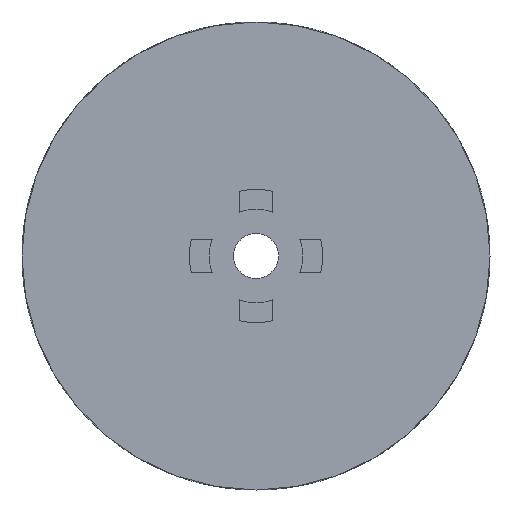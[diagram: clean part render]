
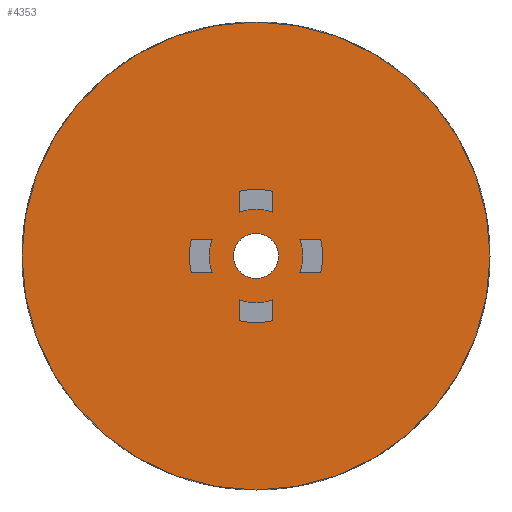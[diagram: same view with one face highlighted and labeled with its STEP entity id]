
A CAD part, front view. The second image highlights one B-rep face of the part: STEP entity #4353.
In plain terms, the highlighted planar face has unit normal (0, -1, 0).
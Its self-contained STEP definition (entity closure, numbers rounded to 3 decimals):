
#127=FACE_BOUND('',#1479,.T.);
#128=FACE_BOUND('',#1480,.T.);
#129=FACE_BOUND('',#1481,.T.);
#130=FACE_BOUND('',#1482,.T.);
#131=FACE_BOUND('',#1483,.T.);
#225=PLANE('',#4782);
#608=LINE('',#8030,#925);
#612=LINE('',#8041,#929);
#616=LINE('',#8055,#933);
#620=LINE('',#8066,#937);
#624=LINE('',#8080,#941);
#628=LINE('',#8091,#945);
#632=LINE('',#8105,#949);
#636=LINE('',#8116,#953);
#925=VECTOR('',#5497,10.);
#929=VECTOR('',#5509,10.);
#933=VECTOR('',#5523,10.);
#937=VECTOR('',#5535,10.);
#941=VECTOR('',#5549,10.);
#945=VECTOR('',#5561,10.);
#949=VECTOR('',#5575,10.);
#953=VECTOR('',#5587,10.);
#1249=FACE_OUTER_BOUND('',#1478,.T.);
#1478=EDGE_LOOP('',(#4087));
#1479=EDGE_LOOP('',(#4088,#4089,#4090,#4091));
#1480=EDGE_LOOP('',(#4092,#4093,#4094,#4095));
#1481=EDGE_LOOP('',(#4096,#4097,#4098,#4099));
#1482=EDGE_LOOP('',(#4100,#4101,#4102,#4103));
#1483=EDGE_LOOP('',(#4104));
#1558=CIRCLE('',#4450,14.);
#1622=CIRCLE('',#4610,4.);
#1624=CIRCLE('',#4614,2.8);
#1626=CIRCLE('',#4619,4.);
#1628=CIRCLE('',#4623,2.8);
#1630=CIRCLE('',#4628,4.);
#1632=CIRCLE('',#4632,2.8);
#1634=CIRCLE('',#4637,4.);
#1636=CIRCLE('',#4641,2.8);
#1640=CIRCLE('',#4649,1.35);
#1871=VERTEX_POINT('',#6995);
#2026=VERTEX_POINT('',#8020);
#2027=VERTEX_POINT('',#8021);
#2030=VERTEX_POINT('',#8029);
#2032=VERTEX_POINT('',#8035);
#2034=VERTEX_POINT('',#8045);
#2035=VERTEX_POINT('',#8046);
#2038=VERTEX_POINT('',#8054);
#2040=VERTEX_POINT('',#8060);
#2042=VERTEX_POINT('',#8070);
#2043=VERTEX_POINT('',#8071);
#2046=VERTEX_POINT('',#8079);
#2048=VERTEX_POINT('',#8085);
#2050=VERTEX_POINT('',#8095);
#2051=VERTEX_POINT('',#8096);
#2054=VERTEX_POINT('',#8104);
#2056=VERTEX_POINT('',#8110);
#2060=VERTEX_POINT('',#8126);
#2321=EDGE_CURVE('',#1871,#1871,#1558,.T.);
#2590=EDGE_CURVE('',#2026,#2027,#1622,.T.);
#2594=EDGE_CURVE('',#2030,#2026,#608,.T.);
#2597=EDGE_CURVE('',#2032,#2030,#1624,.T.);
#2600=EDGE_CURVE('',#2027,#2032,#612,.T.);
#2602=EDGE_CURVE('',#2034,#2035,#1626,.T.);
#2606=EDGE_CURVE('',#2038,#2034,#616,.T.);
#2609=EDGE_CURVE('',#2040,#2038,#1628,.T.);
#2612=EDGE_CURVE('',#2035,#2040,#620,.T.);
#2614=EDGE_CURVE('',#2042,#2043,#1630,.T.);
#2618=EDGE_CURVE('',#2046,#2042,#624,.T.);
#2621=EDGE_CURVE('',#2048,#2046,#1632,.T.);
#2624=EDGE_CURVE('',#2043,#2048,#628,.T.);
#2626=EDGE_CURVE('',#2050,#2051,#1634,.T.);
#2630=EDGE_CURVE('',#2054,#2050,#632,.T.);
#2633=EDGE_CURVE('',#2056,#2054,#1636,.T.);
#2636=EDGE_CURVE('',#2051,#2056,#636,.T.);
#2641=EDGE_CURVE('',#2060,#2060,#1640,.T.);
#4087=ORIENTED_EDGE('',*,*,#2321,.F.);
#4088=ORIENTED_EDGE('',*,*,#2594,.T.);
#4089=ORIENTED_EDGE('',*,*,#2590,.T.);
#4090=ORIENTED_EDGE('',*,*,#2600,.T.);
#4091=ORIENTED_EDGE('',*,*,#2597,.T.);
#4092=ORIENTED_EDGE('',*,*,#2606,.T.);
#4093=ORIENTED_EDGE('',*,*,#2602,.T.);
#4094=ORIENTED_EDGE('',*,*,#2612,.T.);
#4095=ORIENTED_EDGE('',*,*,#2609,.T.);
#4096=ORIENTED_EDGE('',*,*,#2618,.T.);
#4097=ORIENTED_EDGE('',*,*,#2614,.T.);
#4098=ORIENTED_EDGE('',*,*,#2624,.T.);
#4099=ORIENTED_EDGE('',*,*,#2621,.T.);
#4100=ORIENTED_EDGE('',*,*,#2630,.T.);
#4101=ORIENTED_EDGE('',*,*,#2626,.T.);
#4102=ORIENTED_EDGE('',*,*,#2636,.T.);
#4103=ORIENTED_EDGE('',*,*,#2633,.T.);
#4104=ORIENTED_EDGE('',*,*,#2641,.T.);
#4353=ADVANCED_FACE('',(#1249,#127,#128,#129,#130,#131),#225,.F.);
#4450=AXIS2_PLACEMENT_3D('',#6997,#5020,#5021);
#4610=AXIS2_PLACEMENT_3D('',#8022,#5489,#5490);
#4614=AXIS2_PLACEMENT_3D('',#8036,#5502,#5503);
#4619=AXIS2_PLACEMENT_3D('',#8047,#5515,#5516);
#4623=AXIS2_PLACEMENT_3D('',#8061,#5528,#5529);
#4628=AXIS2_PLACEMENT_3D('',#8072,#5541,#5542);
#4632=AXIS2_PLACEMENT_3D('',#8086,#5554,#5555);
#4637=AXIS2_PLACEMENT_3D('',#8097,#5567,#5568);
#4641=AXIS2_PLACEMENT_3D('',#8111,#5580,#5581);
#4649=AXIS2_PLACEMENT_3D('',#8127,#5600,#5601);
#4782=AXIS2_PLACEMENT_3D('',#8786,#5930,#5931);
#5020=DIRECTION('center_axis',(0.,1.,0.));
#5021=DIRECTION('ref_axis',(-1.,0.,0.));
#5489=DIRECTION('center_axis',(0.,1.,0.));
#5490=DIRECTION('ref_axis',(-1.,0.,0.));
#5497=DIRECTION('',(1.,0.,0.));
#5502=DIRECTION('center_axis',(0.,-1.,0.));
#5503=DIRECTION('ref_axis',(0.,0.,-1.));
#5509=DIRECTION('',(-1.,0.,0.));
#5515=DIRECTION('center_axis',(0.,1.,0.));
#5516=DIRECTION('ref_axis',(-1.,0.,0.));
#5523=DIRECTION('',(0.,0.,1.));
#5528=DIRECTION('center_axis',(0.,-1.,0.));
#5529=DIRECTION('ref_axis',(1.,0.,0.));
#5535=DIRECTION('',(0.,0.,-1.));
#5541=DIRECTION('center_axis',(0.,1.,0.));
#5542=DIRECTION('ref_axis',(-1.,0.,0.));
#5549=DIRECTION('',(-1.,0.,0.));
#5554=DIRECTION('center_axis',(0.,-1.,0.));
#5555=DIRECTION('ref_axis',(0.,0.,1.));
#5561=DIRECTION('',(1.,0.,0.));
#5567=DIRECTION('center_axis',(0.,1.,0.));
#5568=DIRECTION('ref_axis',(-1.,0.,0.));
#5575=DIRECTION('',(0.,0.,-1.));
#5580=DIRECTION('center_axis',(0.,-1.,0.));
#5581=DIRECTION('ref_axis',(-1.,0.,0.));
#5587=DIRECTION('',(0.,0.,1.));
#5600=DIRECTION('center_axis',(0.,1.,0.));
#5601=DIRECTION('ref_axis',(-1.,0.,0.));
#5930=DIRECTION('center_axis',(0.,1.,0.));
#5931=DIRECTION('ref_axis',(-1.,0.,0.));
#6995=CARTESIAN_POINT('',(69.5,41.2,13.));
#6997=CARTESIAN_POINT('Origin',(55.5,41.2,13.));
#8020=CARTESIAN_POINT('',(59.373,41.2,14.));
#8021=CARTESIAN_POINT('',(59.373,41.2,12.));
#8022=CARTESIAN_POINT('Origin',(55.5,41.2,13.));
#8029=CARTESIAN_POINT('',(58.115,41.2,14.));
#8030=CARTESIAN_POINT('',(56.808,41.2,14.));
#8035=CARTESIAN_POINT('',(58.115,41.2,12.));
#8036=CARTESIAN_POINT('Origin',(55.5,41.2,13.));
#8041=CARTESIAN_POINT('',(57.436,41.2,12.));
#8045=CARTESIAN_POINT('',(54.5,41.2,16.873));
#8046=CARTESIAN_POINT('',(56.5,41.2,16.873));
#8047=CARTESIAN_POINT('Origin',(55.5,41.2,13.));
#8054=CARTESIAN_POINT('',(54.5,41.2,15.615));
#8055=CARTESIAN_POINT('',(54.5,41.2,14.308));
#8060=CARTESIAN_POINT('',(56.5,41.2,15.615));
#8061=CARTESIAN_POINT('Origin',(55.5,41.2,13.));
#8066=CARTESIAN_POINT('',(56.5,41.2,14.936));
#8070=CARTESIAN_POINT('',(51.627,41.2,12.));
#8071=CARTESIAN_POINT('',(51.627,41.2,14.));
#8072=CARTESIAN_POINT('Origin',(55.5,41.2,13.));
#8079=CARTESIAN_POINT('',(52.885,41.2,12.));
#8080=CARTESIAN_POINT('',(54.192,41.2,12.));
#8085=CARTESIAN_POINT('',(52.885,41.2,14.));
#8086=CARTESIAN_POINT('Origin',(55.5,41.2,13.));
#8091=CARTESIAN_POINT('',(53.564,41.2,14.));
#8095=CARTESIAN_POINT('',(56.5,41.2,9.127));
#8096=CARTESIAN_POINT('',(54.5,41.2,9.127));
#8097=CARTESIAN_POINT('Origin',(55.5,41.2,13.));
#8104=CARTESIAN_POINT('',(56.5,41.2,10.385));
#8105=CARTESIAN_POINT('',(56.5,41.2,11.692));
#8110=CARTESIAN_POINT('',(54.5,41.2,10.385));
#8111=CARTESIAN_POINT('Origin',(55.5,41.2,13.));
#8116=CARTESIAN_POINT('',(54.5,41.2,11.064));
#8126=CARTESIAN_POINT('',(56.85,41.2,13.));
#8127=CARTESIAN_POINT('Origin',(55.5,41.2,13.));
#8786=CARTESIAN_POINT('Origin',(55.5,41.2,13.));
